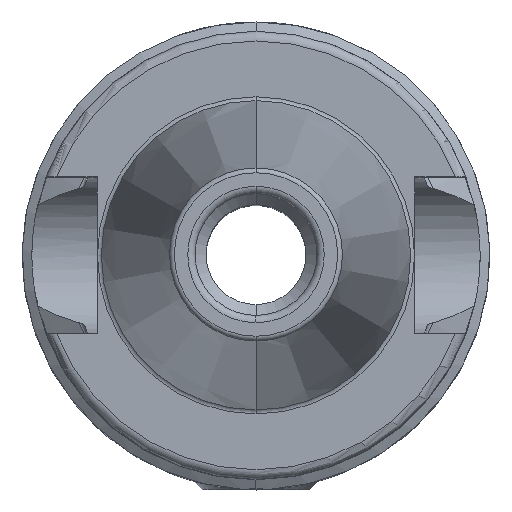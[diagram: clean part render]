
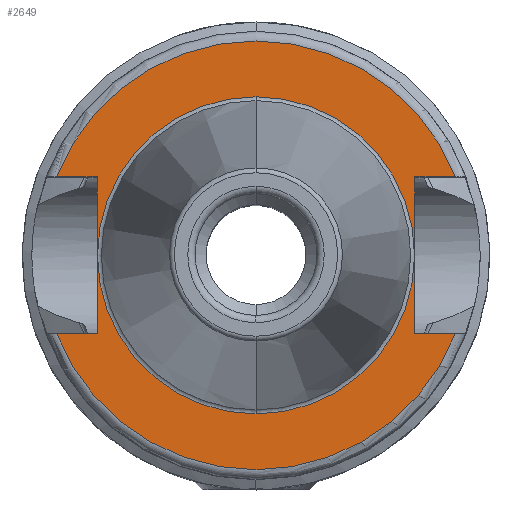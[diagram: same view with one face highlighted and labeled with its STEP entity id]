
A CAD part, top view. The second image highlights one B-rep face of the part: STEP entity #2649.
In plain terms, the highlighted planar face has unit normal (0, 0, 1).
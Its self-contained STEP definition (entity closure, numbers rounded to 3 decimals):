
#963=DIRECTION('',(1,0,0));
#964=VECTOR('',#963,4.174);
#965=CARTESIAN_POINT('',(-20.474,-8.05,20));
#966=LINE('',#965,#964);
#967=DIRECTION('',(0,1,0));
#968=VECTOR('',#967,16.1);
#969=CARTESIAN_POINT('',(-16.3,-8.05,20));
#970=LINE('',#969,#968);
#971=DIRECTION('',(1,0,0));
#972=VECTOR('',#971,4.174);
#973=CARTESIAN_POINT('',(-20.474,8.05,20));
#974=LINE('',#973,#972);
#975=DIRECTION('',(-1,0,0));
#976=VECTOR('',#975,4.174);
#977=CARTESIAN_POINT('',(20.474,8.05,20));
#978=LINE('',#977,#976);
#979=DIRECTION('',(0,-1,0));
#980=VECTOR('',#979,16.1);
#981=CARTESIAN_POINT('',(16.3,8.05,20));
#982=LINE('',#981,#980);
#983=DIRECTION('',(-1,0,0));
#984=VECTOR('',#983,4.174);
#985=CARTESIAN_POINT('',(20.474,-8.05,20));
#986=LINE('',#985,#984);
#997=CARTESIAN_POINT('',(0,0,20));
#998=DIRECTION('',(0,0,1));
#999=DIRECTION('',(0,1,0));
#1000=AXIS2_PLACEMENT_3D('',#997,#998,#999);
#1002=CARTESIAN_POINT('',(0,0,20));
#1003=DIRECTION('',(0,0,-1));
#1004=DIRECTION('',(0,1,0));
#1005=AXIS2_PLACEMENT_3D('',#1002,#1003,#1004);
#1242=CARTESIAN_POINT('',(0,0,20));
#1243=DIRECTION('',(0,0,1));
#1244=DIRECTION('',(-0.931,-0.366,0));
#1245=AXIS2_PLACEMENT_3D('',#1242,#1243,#1244);
#1259=CARTESIAN_POINT('',(0,0,20));
#1260=DIRECTION('',(0,0,1));
#1261=DIRECTION('',(0.931,0.366,0));
#1262=AXIS2_PLACEMENT_3D('',#1259,#1260,#1261);
#1369=CARTESIAN_POINT('',(-20.474,-8.05,20));
#1370=CARTESIAN_POINT('',(-16.3,-8.05,20));
#1371=VERTEX_POINT('',#1369);
#1372=VERTEX_POINT('',#1370);
#1373=CARTESIAN_POINT('',(-16.3,8.05,20));
#1374=VERTEX_POINT('',#1373);
#1375=CARTESIAN_POINT('',(-20.474,8.05,20));
#1376=VERTEX_POINT('',#1375);
#1377=CARTESIAN_POINT('',(16.3,8.05,20));
#1378=CARTESIAN_POINT('',(16.3,-8.05,20));
#1379=VERTEX_POINT('',#1377);
#1380=VERTEX_POINT('',#1378);
#1381=CARTESIAN_POINT('',(20.474,-8.05,20));
#1382=VERTEX_POINT('',#1381);
#1383=CARTESIAN_POINT('',(20.474,8.05,20));
#1384=VERTEX_POINT('',#1383);
#1431=CARTESIAN_POINT('',(0,16.275,20));
#1433=VERTEX_POINT('',#1431);
#1437=CARTESIAN_POINT('',(0,-16.275,20));
#1439=VERTEX_POINT('',#1437);
#2626=CARTESIAN_POINT('',(0,0,20));
#2627=DIRECTION('',(0,0,-1));
#2628=DIRECTION('',(0,-1,0));
#2629=AXIS2_PLACEMENT_3D('',#2626,#2627,#2628);
#2630=PLANE('',#2629);
#2631=ORIENTED_EDGE('',*,*,#2617,.T.);
#2632=ORIENTED_EDGE('',*,*,#2443,.T.);
#2633=ORIENTED_EDGE('',*,*,#2462,.F.);
#2635=ORIENTED_EDGE('',*,*,#2634,.F.);
#2636=ORIENTED_EDGE('',*,*,#2542,.T.);
#2637=ORIENTED_EDGE('',*,*,#2560,.T.);
#2638=ORIENTED_EDGE('',*,*,#2577,.F.);
#2640=ORIENTED_EDGE('',*,*,#2639,.F.);
#2641=EDGE_LOOP('',(#2631,#2632,#2633,#2635,#2636,#2637,#2638,#2640));
#2642=FACE_OUTER_BOUND('',#2641,.F.);
#2644=ORIENTED_EDGE('',*,*,#2643,.T.);
#2646=ORIENTED_EDGE('',*,*,#2645,.F.);
#2647=EDGE_LOOP('',(#2644,#2646));
#2648=FACE_BOUND('',#2647,.F.);
#2649=ADVANCED_FACE('',(#2642,#2648),#2630,.F.);
#1001=CIRCLE('',#1000,16.275);
#1006=CIRCLE('',#1005,16.275);
#1246=CIRCLE('',#1245,22);
#1263=CIRCLE('',#1262,22);
#2443=EDGE_CURVE('',#1372,#1374,#970,.T.);
#2462=EDGE_CURVE('',#1376,#1374,#974,.T.);
#2542=EDGE_CURVE('',#1384,#1379,#978,.T.);
#2560=EDGE_CURVE('',#1379,#1380,#982,.T.);
#2577=EDGE_CURVE('',#1382,#1380,#986,.T.);
#2617=EDGE_CURVE('',#1371,#1372,#966,.T.);
#2634=EDGE_CURVE('',#1384,#1376,#1263,.T.);
#2639=EDGE_CURVE('',#1371,#1382,#1246,.T.);
#2643=EDGE_CURVE('',#1433,#1439,#1001,.T.);
#2645=EDGE_CURVE('',#1433,#1439,#1006,.T.);
